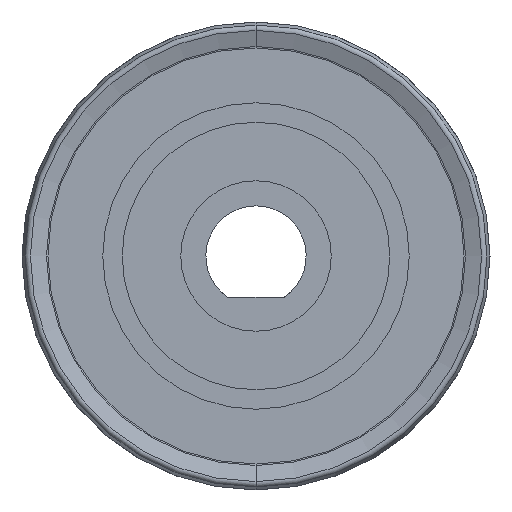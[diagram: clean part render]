
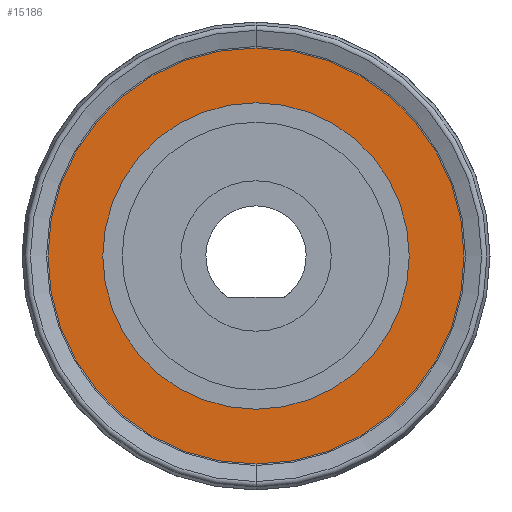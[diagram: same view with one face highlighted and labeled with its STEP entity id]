
A CAD part, left-side view. The second image highlights one B-rep face of the part: STEP entity #15186.
In plain terms, the highlighted face is planar.
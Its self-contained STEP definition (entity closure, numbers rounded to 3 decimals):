
#1619 = FACE_OUTER_BOUND ( 'NONE', #6256, .T. ) ;
#1743 = CARTESIAN_POINT ( 'NONE',  ( 0., 1., 0. ) ) ;
#2122 = ORIENTED_EDGE ( 'NONE', *, *, #7040, .T. ) ;
#2958 = EDGE_CURVE ( 'NONE', #14611, #10443, #7272, .T. ) ;
#3038 = AXIS2_PLACEMENT_3D ( 'NONE', #1743, #17648, #9827 ) ;
#3132 = CARTESIAN_POINT ( 'NONE',  ( 0., 1., -12.44 ) ) ;
#3535 = AXIS2_PLACEMENT_3D ( 'NONE', #19739, #5708, #17964 ) ;
#3777 = EDGE_LOOP ( 'NONE', ( #6535, #2122 ) ) ;
#4286 = CARTESIAN_POINT ( 'NONE',  ( 0., 1., 0. ) ) ;
#5062 = VERTEX_POINT ( 'NONE', #16557 ) ;
#5228 = DIRECTION ( 'NONE',  ( 0., 0., -1. ) ) ;
#5708 = DIRECTION ( 'NONE',  ( 0., 1., 0. ) ) ;
#6256 = EDGE_LOOP ( 'NONE', ( #11145, #6946 ) ) ;
#6261 = FACE_BOUND ( 'NONE', #3777, .T. ) ;
#6402 = AXIS2_PLACEMENT_3D ( 'NONE', #4286, #8724, #10299 ) ;
#6535 = ORIENTED_EDGE ( 'NONE', *, *, #7777, .T. ) ;
#6710 = DIRECTION ( 'NONE',  ( 0., -1., 0. ) ) ;
#6946 = ORIENTED_EDGE ( 'NONE', *, *, #15334, .T. ) ;
#7040 = EDGE_CURVE ( 'NONE', #5062, #14018, #14028, .T. ) ;
#7272 = CIRCLE ( 'NONE', #3535, 12.44 ) ;
#7777 = EDGE_CURVE ( 'NONE', #14018, #5062, #19895, .T. ) ;
#8724 = DIRECTION ( 'NONE',  ( 0., -1., 0. ) ) ;
#9117 = DIRECTION ( 'NONE',  ( 0., 0., -1. ) ) ;
#9827 = DIRECTION ( 'NONE',  ( 0., 0., -1. ) ) ;
#10299 = DIRECTION ( 'NONE',  ( 0., 0., -1. ) ) ;
#10443 = VERTEX_POINT ( 'NONE', #12644 ) ;
#10700 = DIRECTION ( 'NONE',  ( 0., 1., 0. ) ) ;
#10935 = CIRCLE ( 'NONE', #14713, 12.44 ) ;
#11145 = ORIENTED_EDGE ( 'NONE', *, *, #2958, .T. ) ;
#12644 = CARTESIAN_POINT ( 'NONE',  ( 0., 1., 12.44 ) ) ;
#13659 = PLANE ( 'NONE',  #6402 ) ;
#13861 = CARTESIAN_POINT ( 'NONE',  ( 0., 1., 0. ) ) ;
#14018 = VERTEX_POINT ( 'NONE', #19814 ) ;
#14028 = CIRCLE ( 'NONE', #3038, 9.16 ) ;
#14611 = VERTEX_POINT ( 'NONE', #3132 ) ;
#14713 = AXIS2_PLACEMENT_3D ( 'NONE', #13861, #10700, #9117 ) ;
#15186 = ADVANCED_FACE ( 'NONE', ( #1619, #6261 ), #13659, .F. ) ;
#15334 = EDGE_CURVE ( 'NONE', #10443, #14611, #10935, .T. ) ;
#16557 = CARTESIAN_POINT ( 'NONE',  ( 0., 1., 9.16 ) ) ;
#17483 = CARTESIAN_POINT ( 'NONE',  ( 0., 1., 0. ) ) ;
#17648 = DIRECTION ( 'NONE',  ( 0., -1., 0. ) ) ;
#17964 = DIRECTION ( 'NONE',  ( 0., 0., -1. ) ) ;
#18025 = AXIS2_PLACEMENT_3D ( 'NONE', #17483, #6710, #5228 ) ;
#19739 = CARTESIAN_POINT ( 'NONE',  ( 0., 1., 0. ) ) ;
#19814 = CARTESIAN_POINT ( 'NONE',  ( 0., 1., -9.16 ) ) ;
#19895 = CIRCLE ( 'NONE', #18025, 9.16 ) ;
